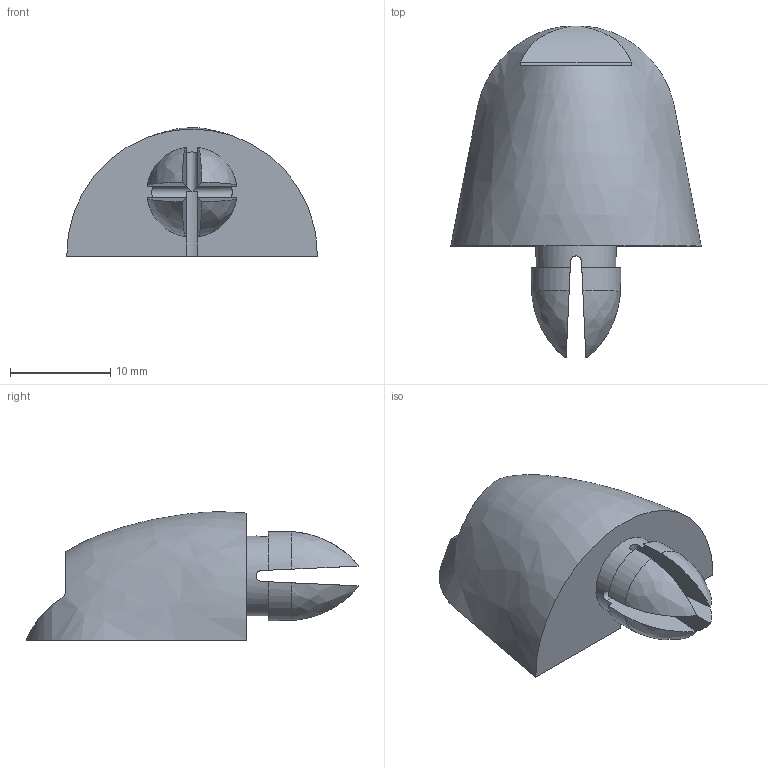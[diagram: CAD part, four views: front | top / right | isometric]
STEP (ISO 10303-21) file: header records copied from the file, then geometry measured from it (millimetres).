
FILE_DESCRIPTION(('STEP AP203'),'2;1');
FILE_NAME('XF40151.stp','2011-02-02T13:12:48',(''),(''),'2009.3.110','THINKDESIGN','');
FILE_SCHEMA(('CONFIG_CONTROL_DESIGN'));
Length unit declared in the file: millimetre
Bounding box: 25 x 33.14 x 12.81 mm (x, y, z)
Volume: 3463.9 mm3; surface area: 2189.5 mm2
Topology: 1 solids, 1 shells, 54 faces, 147 edges, 97 vertices
Faces by surface type: plane 28, cylinder 19, bspline 7
Entity records: 12375 total; most frequent: CARTESIAN_POINT 11040, ORIENTED_EDGE 294, DIRECTION 211, EDGE_CURVE 147, VERTEX_POINT 97, AXIS2_PLACEMENT_3D 73, VECTOR 65, LINE 65
